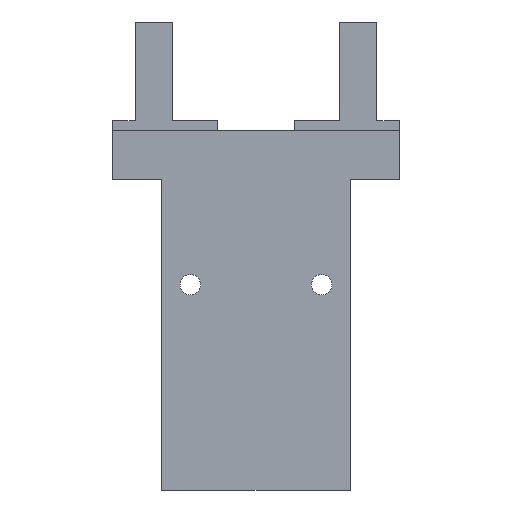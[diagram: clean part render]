
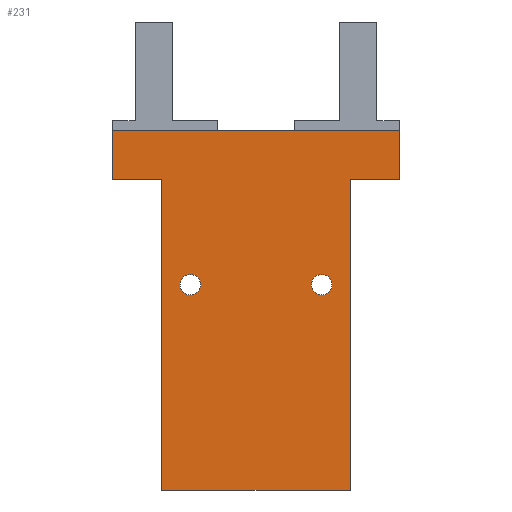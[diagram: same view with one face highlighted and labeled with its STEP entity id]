
A CAD part, left-side view. The second image highlights one B-rep face of the part: STEP entity #231.
In plain terms, the highlighted face is planar.
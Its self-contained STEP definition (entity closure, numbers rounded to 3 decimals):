
#231=ADVANCED_FACE('',(#461,#462,#463),#464,.F.);
#461=FACE_OUTER_BOUND('',#695,.T.);
#462=FACE_BOUND('',#696,.T.);
#463=FACE_BOUND('',#697,.T.);
#464=PLANE('',#698);
#695=EDGE_LOOP('',(#1121,#1122,#1123,#1124,#1125,#1126,#1127,#1128));
#696=EDGE_LOOP('',(#1129));
#697=EDGE_LOOP('',(#1130));
#698=AXIS2_PLACEMENT_3D('',#1131,#1132,#1133);
#1121=ORIENTED_EDGE('',*,*,#1410,.F.);
#1122=ORIENTED_EDGE('',*,*,#1430,.F.);
#1123=ORIENTED_EDGE('',*,*,#1450,.F.);
#1124=ORIENTED_EDGE('',*,*,#1448,.F.);
#1125=ORIENTED_EDGE('',*,*,#1451,.F.);
#1126=ORIENTED_EDGE('',*,*,#1452,.F.);
#1127=ORIENTED_EDGE('',*,*,#1336,.F.);
#1128=ORIENTED_EDGE('',*,*,#1453,.F.);
#1129=ORIENTED_EDGE('',*,*,#1368,.F.);
#1130=ORIENTED_EDGE('',*,*,#1379,.F.);
#1131=CARTESIAN_POINT('',(0.0,11.5,-8.2));
#1132=DIRECTION('',(0.0,0.0,1.0));
#1133=DIRECTION('',(1.0,0.0,0.0));
#1336=EDGE_CURVE('',#1562,#1564,#1565,.T.);
#1368=EDGE_CURVE('',#1619,#1619,#1620,.F.);
#1379=EDGE_CURVE('',#1637,#1637,#1638,.F.);
#1410=EDGE_CURVE('',#1682,#1683,#1684,.T.);
#1430=EDGE_CURVE('',#1712,#1682,#1714,.T.);
#1448=EDGE_CURVE('',#1739,#1732,#1741,.T.);
#1450=EDGE_CURVE('',#1732,#1712,#1743,.T.);
#1451=EDGE_CURVE('',#1744,#1739,#1745,.T.);
#1452=EDGE_CURVE('',#1564,#1744,#1746,.T.);
#1453=EDGE_CURVE('',#1683,#1562,#1747,.T.);
#1562=VERTEX_POINT('',#1892);
#1564=VERTEX_POINT('',#1895);
#1565=LINE('',#1896,#1897);
#1619=VERTEX_POINT('',#1966);
#1620=CIRCLE('',#1967,1.25);
#1637=VERTEX_POINT('',#1984);
#1638=CIRCLE('',#1985,1.25);
#1682=VERTEX_POINT('',#2043);
#1683=VERTEX_POINT('',#2044);
#1684=LINE('',#2045,#2046);
#1712=VERTEX_POINT('',#2088);
#1714=LINE('',#2091,#2092);
#1732=VERTEX_POINT('',#2118);
#1739=VERTEX_POINT('',#2129);
#1741=LINE('',#2132,#2133);
#1743=LINE('',#2135,#2136);
#1744=VERTEX_POINT('',#2137);
#1745=LINE('',#2138,#2139);
#1746=LINE('',#2140,#2141);
#1747=LINE('',#2142,#2143);
#1892=CARTESIAN_POINT('',(37.8,-11.5,-8.2));
#1895=CARTESIAN_POINT('',(37.8,11.5,-8.2));
#1896=CARTESIAN_POINT('',(37.8,-11.5,-8.2));
#1897=VECTOR('',#2233,1.0);
#1966=CARTESIAN_POINT('',(14.05,-8.0,-8.2));
#1967=AXIS2_PLACEMENT_3D('',#2279,#2280,#2281);
#1984=CARTESIAN_POINT('',(14.05,8.0,-8.2));
#1985=AXIS2_PLACEMENT_3D('',#2300,#2301,#2302);
#2043=CARTESIAN_POINT('',(0.,-17.5,-8.2));
#2044=CARTESIAN_POINT('',(0.,-11.5,-8.2));
#2045=CARTESIAN_POINT('',(0.,-17.5,-8.2));
#2046=VECTOR('',#2326,1.0);
#2088=CARTESIAN_POINT('',(-6.0,-17.5,-8.2));
#2091=CARTESIAN_POINT('',(-6.0,-17.5,-8.2));
#2092=VECTOR('',#2345,1.0);
#2118=CARTESIAN_POINT('',(-6.0,17.5,-8.2));
#2129=CARTESIAN_POINT('',(0.0,17.5,-8.2));
#2132=CARTESIAN_POINT('',(0.0,17.5,-8.2));
#2133=VECTOR('',#2359,1.0);
#2135=CARTESIAN_POINT('',(-6.0,17.5,-8.2));
#2136=VECTOR('',#2360,1.0);
#2137=CARTESIAN_POINT('',(0.0,11.5,-8.2));
#2138=CARTESIAN_POINT('',(0.0,11.5,-8.2));
#2139=VECTOR('',#2361,1.0);
#2140=CARTESIAN_POINT('',(37.8,11.5,-8.2));
#2141=VECTOR('',#2362,1.0);
#2142=CARTESIAN_POINT('',(0.,-11.5,-8.2));
#2143=VECTOR('',#2363,1.0);
#2233=DIRECTION('',(0.,1.0,0.0));
#2279=CARTESIAN_POINT('',(12.8,-8.0,-8.2));
#2280=DIRECTION('',(0.0,0.0,1.0));
#2281=DIRECTION('',(1.0,0.0,0.0));
#2300=CARTESIAN_POINT('',(12.8,8.0,-8.2));
#2301=DIRECTION('',(0.0,0.0,1.0));
#2302=DIRECTION('',(1.0,0.0,0.0));
#2326=DIRECTION('',(0.,1.0,0.0));
#2345=DIRECTION('',(1.0,0.,0.0));
#2359=DIRECTION('',(-1.0,0.0,0.0));
#2360=DIRECTION('',(0.,-1.0,0.0));
#2361=DIRECTION('',(0.0,1.0,0.0));
#2362=DIRECTION('',(-1.0,0.,0.0));
#2363=DIRECTION('',(1.0,0.,0.0));
